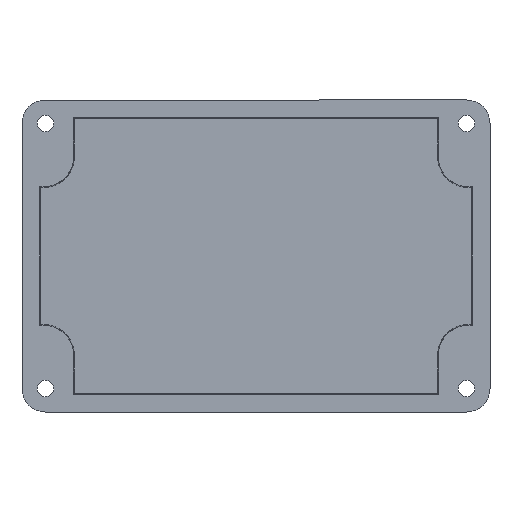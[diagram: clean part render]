
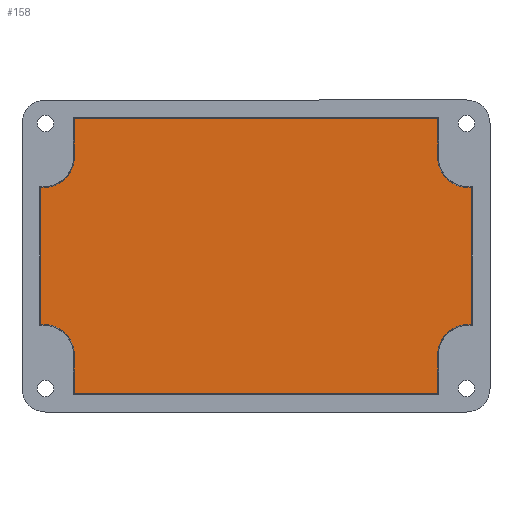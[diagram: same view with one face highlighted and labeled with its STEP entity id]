
A CAD part, front view. The second image highlights one B-rep face of the part: STEP entity #158.
In plain terms, the highlighted planar face has unit normal (0, -1, 0).
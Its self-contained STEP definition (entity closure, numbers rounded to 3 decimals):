
#5 = CARTESIAN_POINT ( 'NONE',  ( -46.591, 12., 25.3 ) ) ;
#6 = DIRECTION ( 'NONE',  ( 0., 0., -1. ) ) ;
#7 = VECTOR ( 'NONE', #6, 1000. ) ;
#8 = CARTESIAN_POINT ( 'NONE',  ( -46.591, 12., 25.3 ) ) ;
#9 = LINE ( 'NONE', #8, #7 ) ;
#10 = CARTESIAN_POINT ( 'NONE',  ( -46.591, 12., 35.291 ) ) ;
#11 = DIRECTION ( 'NONE',  ( -1., 0., 0. ) ) ;
#12 = VECTOR ( 'NONE', #11, 1000. ) ;
#13 = CARTESIAN_POINT ( 'NONE',  ( -46.8, 12., 35.291 ) ) ;
#14 = LINE ( 'NONE', #13, #12 ) ;
#15 = CARTESIAN_POINT ( 'NONE',  ( -54.3, 12., -17.591 ) ) ;
#16 = DIRECTION ( 'NONE',  ( 1., 0., 0. ) ) ;
#17 = VECTOR ( 'NONE', #16, 1000. ) ;
#18 = CARTESIAN_POINT ( 'NONE',  ( -55.5, 12., -17.591 ) ) ;
#19 = LINE ( 'NONE', #18, #17 ) ;
#20 = CARTESIAN_POINT ( 'NONE',  ( 46.591, 12., 35.291 ) ) ;
#21 = DIRECTION ( 'NONE',  ( 0., 0., 1. ) ) ;
#22 = VECTOR ( 'NONE', #21, 1000. ) ;
#23 = CARTESIAN_POINT ( 'NONE',  ( 46.591, 12., 25.3 ) ) ;
#24 = LINE ( 'NONE', #23, #22 ) ;
#25 = CARTESIAN_POINT ( 'NONE',  ( 46.591, 12., 25.3 ) ) ;
#26 = DIRECTION ( 'NONE',  ( 0., 0., 1. ) ) ;
#27 = DIRECTION ( 'NONE',  ( 0., 1., 0. ) ) ;
#28 = CARTESIAN_POINT ( 'NONE',  ( 54.3, 12., 25.3 ) ) ;
#29 = AXIS2_PLACEMENT_3D ( 'NONE', #28, #27, #26 ) ;
#30 = CIRCLE ( 'NONE', #29, 7.709 ) ;
#49 = EDGE_CURVE ( 'NONE', #1460, #50, #30, .T. ) ;
#50 = VERTEX_POINT ( 'NONE', #25 ) ;
#51 = ORIENTED_EDGE ( 'NONE', *, *, #52, .T. ) ;
#52 = EDGE_CURVE ( 'NONE', #50, #53, #24, .T. ) ;
#53 = VERTEX_POINT ( 'NONE', #20 ) ;
#54 = ORIENTED_EDGE ( 'NONE', *, *, #55, .T. ) ;
#55 = EDGE_CURVE ( 'NONE', #83, #56, #19, .T. ) ;
#56 = VERTEX_POINT ( 'NONE', #15 ) ;
#57 = ORIENTED_EDGE ( 'NONE', *, *, #58, .T. ) ;
#58 = EDGE_CURVE ( 'NONE', #53, #59, #14, .T. ) ;
#59 = VERTEX_POINT ( 'NONE', #10 ) ;
#60 = ORIENTED_EDGE ( 'NONE', *, *, #61, .T. ) ;
#61 = EDGE_CURVE ( 'NONE', #59, #62, #9, .T. ) ;
#62 = VERTEX_POINT ( 'NONE', #5 ) ;
#80 = ORIENTED_EDGE ( 'NONE', *, *, #81, .T. ) ;
#81 = EDGE_CURVE ( 'NONE', #82, #83, #217, .T. ) ;
#82 = VERTEX_POINT ( 'NONE', #213 ) ;
#83 = VERTEX_POINT ( 'NONE', #212 ) ;
#141 = ORIENTED_EDGE ( 'NONE', *, *, #142, .T. ) ;
#142 = EDGE_CURVE ( 'NONE', #62, #143, #446, .T. ) ;
#143 = VERTEX_POINT ( 'NONE', #499 ) ;
#154 = ORIENTED_EDGE ( 'NONE', *, *, #155, .T. ) ;
#155 = EDGE_CURVE ( 'NONE', #143, #82, #350, .T. ) ;
#157 = ORIENTED_EDGE ( 'NONE', *, *, #49, .T. ) ;
#158 = ADVANCED_FACE ( 'NONE', ( #492 ), #491, .F. ) ;
#159 = EDGE_LOOP ( 'NONE', ( #80, #54, #243, #1487, #1490, #1446, #1449, #1452, #1455, #1458, #157, #51, #57, #60, #141, #154 ) ) ;
#212 = CARTESIAN_POINT ( 'NONE',  ( -55.291, 12., -17.591 ) ) ;
#213 = CARTESIAN_POINT ( 'NONE',  ( -55.291, 12., 17.591 ) ) ;
#214 = DIRECTION ( 'NONE',  ( 0., 0., -1. ) ) ;
#215 = VECTOR ( 'NONE', #214, 1000. ) ;
#216 = CARTESIAN_POINT ( 'NONE',  ( -55.291, 12., -17.8 ) ) ;
#217 = LINE ( 'NONE', #216, #215 ) ;
#243 = ORIENTED_EDGE ( 'NONE', *, *, #1485, .T. ) ;
#344 = DIRECTION ( 'NONE',  ( -1., 0., 0. ) ) ;
#345 = VECTOR ( 'NONE', #344, 1000. ) ;
#346 = CARTESIAN_POINT ( 'NONE',  ( -55.5, 12., 17.591 ) ) ;
#350 = LINE ( 'NONE', #346, #345 ) ;
#409 = DIRECTION ( 'NONE',  ( 0., 0., 1. ) ) ;
#410 = DIRECTION ( 'NONE',  ( 0., 1., 0. ) ) ;
#446 = CIRCLE ( 'NONE', #503, 7.709 ) ;
#489 = CARTESIAN_POINT ( 'NONE',  ( 54., 12., -34. ) ) ;
#490 = AXIS2_PLACEMENT_3D ( 'NONE', #489, #410, #409 ) ;
#491 = PLANE ( 'NONE',  #490 ) ;
#492 = FACE_OUTER_BOUND ( 'NONE', #159, .T. ) ;
#499 = CARTESIAN_POINT ( 'NONE',  ( -54.3, 12., 17.591 ) ) ;
#500 = DIRECTION ( 'NONE',  ( 0., 0., 1. ) ) ;
#501 = DIRECTION ( 'NONE',  ( 0., 1., 0. ) ) ;
#502 = CARTESIAN_POINT ( 'NONE',  ( -54.3, 12., 25.3 ) ) ;
#503 = AXIS2_PLACEMENT_3D ( 'NONE', #502, #501, #500 ) ;
#554 = CARTESIAN_POINT ( 'NONE',  ( 54.3, 12., 17.591 ) ) ;
#555 = DIRECTION ( 'NONE',  ( -1., 0., 0. ) ) ;
#556 = VECTOR ( 'NONE', #555, 1000. ) ;
#557 = CARTESIAN_POINT ( 'NONE',  ( 55.5, 12., 17.591 ) ) ;
#558 = LINE ( 'NONE', #557, #556 ) ;
#559 = CARTESIAN_POINT ( 'NONE',  ( 55.291, 12., 17.591 ) ) ;
#560 = DIRECTION ( 'NONE',  ( 0., 0., 1. ) ) ;
#561 = VECTOR ( 'NONE', #560, 1000. ) ;
#562 = CARTESIAN_POINT ( 'NONE',  ( 55.291, 12., -17.8 ) ) ;
#563 = LINE ( 'NONE', #562, #561 ) ;
#635 = CARTESIAN_POINT ( 'NONE',  ( 55.291, 12., -17.591 ) ) ;
#636 = DIRECTION ( 'NONE',  ( 1., 0., 0. ) ) ;
#637 = VECTOR ( 'NONE', #636, 1000. ) ;
#638 = CARTESIAN_POINT ( 'NONE',  ( 55.5, 12., -17.591 ) ) ;
#639 = LINE ( 'NONE', #638, #637 ) ;
#640 = CARTESIAN_POINT ( 'NONE',  ( 54.3, 12., -17.591 ) ) ;
#641 = DIRECTION ( 'NONE',  ( 0., 0., 1. ) ) ;
#642 = DIRECTION ( 'NONE',  ( 0., 1., 0. ) ) ;
#643 = CARTESIAN_POINT ( 'NONE',  ( 54.3, 12., -25.3 ) ) ;
#644 = AXIS2_PLACEMENT_3D ( 'NONE', #643, #642, #641 ) ;
#645 = CIRCLE ( 'NONE', #644, 7.709 ) ;
#727 = CARTESIAN_POINT ( 'NONE',  ( 46.591, 12., -25.3 ) ) ;
#728 = DIRECTION ( 'NONE',  ( 0., 0., 1. ) ) ;
#729 = VECTOR ( 'NONE', #728, 1000. ) ;
#730 = CARTESIAN_POINT ( 'NONE',  ( 46.591, 12., -25.3 ) ) ;
#734 = LINE ( 'NONE', #730, #729 ) ;
#796 = CARTESIAN_POINT ( 'NONE',  ( 46.591, 12., -35.291 ) ) ;
#797 = VECTOR ( 'NONE', #905, 1000. ) ;
#798 = CARTESIAN_POINT ( 'NONE',  ( -46.591, 12., -25.3 ) ) ;
#897 = DIRECTION ( 'NONE',  ( 1., 0., 0. ) ) ;
#898 = VECTOR ( 'NONE', #897, 1000. ) ;
#899 = CARTESIAN_POINT ( 'NONE',  ( -46.8, 12., -35.291 ) ) ;
#900 = LINE ( 'NONE', #899, #898 ) ;
#901 = CARTESIAN_POINT ( 'NONE',  ( -46.591, 12., -35.291 ) ) ;
#902 = DIRECTION ( 'NONE',  ( 0., 1., 0. ) ) ;
#903 = CARTESIAN_POINT ( 'NONE',  ( -54.3, 12., -25.3 ) ) ;
#904 = DIRECTION ( 'NONE',  ( 0., 0., 1. ) ) ;
#905 = DIRECTION ( 'NONE',  ( 0., 0., -1. ) ) ;
#913 = CARTESIAN_POINT ( 'NONE',  ( -46.591, 12., -25.3 ) ) ;
#914 = AXIS2_PLACEMENT_3D ( 'NONE', #903, #902, #904 ) ;
#915 = CIRCLE ( 'NONE', #914, 7.709 ) ;
#916 = LINE ( 'NONE', #798, #797 ) ;
#1446 = ORIENTED_EDGE ( 'NONE', *, *, #1447, .T. ) ;
#1447 = EDGE_CURVE ( 'NONE', #1492, #1448, #734, .T. ) ;
#1448 = VERTEX_POINT ( 'NONE', #727 ) ;
#1449 = ORIENTED_EDGE ( 'NONE', *, *, #1450, .T. ) ;
#1450 = EDGE_CURVE ( 'NONE', #1448, #1451, #645, .T. ) ;
#1451 = VERTEX_POINT ( 'NONE', #640 ) ;
#1452 = ORIENTED_EDGE ( 'NONE', *, *, #1453, .T. ) ;
#1453 = EDGE_CURVE ( 'NONE', #1451, #1454, #639, .T. ) ;
#1454 = VERTEX_POINT ( 'NONE', #635 ) ;
#1455 = ORIENTED_EDGE ( 'NONE', *, *, #1456, .T. ) ;
#1456 = EDGE_CURVE ( 'NONE', #1454, #1457, #563, .T. ) ;
#1457 = VERTEX_POINT ( 'NONE', #559 ) ;
#1458 = ORIENTED_EDGE ( 'NONE', *, *, #1459, .T. ) ;
#1459 = EDGE_CURVE ( 'NONE', #1457, #1460, #558, .T. ) ;
#1460 = VERTEX_POINT ( 'NONE', #554 ) ;
#1485 = EDGE_CURVE ( 'NONE', #56, #1486, #915, .T. ) ;
#1486 = VERTEX_POINT ( 'NONE', #913 ) ;
#1487 = ORIENTED_EDGE ( 'NONE', *, *, #1488, .T. ) ;
#1488 = EDGE_CURVE ( 'NONE', #1486, #1489, #916, .T. ) ;
#1489 = VERTEX_POINT ( 'NONE', #901 ) ;
#1490 = ORIENTED_EDGE ( 'NONE', *, *, #1491, .T. ) ;
#1491 = EDGE_CURVE ( 'NONE', #1489, #1492, #900, .T. ) ;
#1492 = VERTEX_POINT ( 'NONE', #796 ) ;
